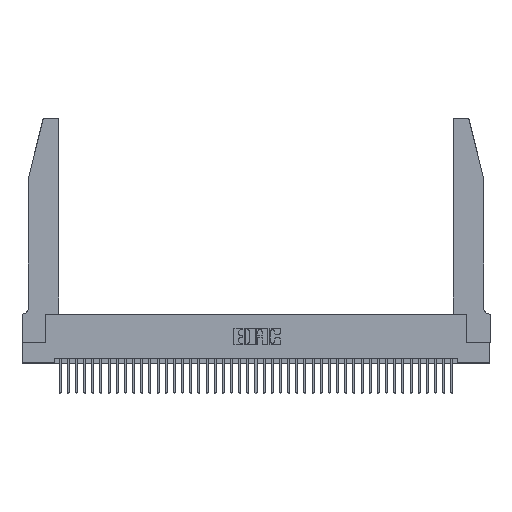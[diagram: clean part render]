
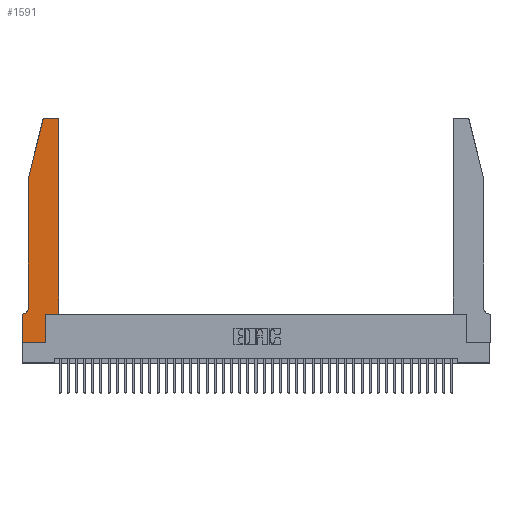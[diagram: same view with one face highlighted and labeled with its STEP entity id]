
A CAD part, top view. The second image highlights one B-rep face of the part: STEP entity #1591.
In plain terms, the highlighted planar face has unit normal (0, 0, 1).
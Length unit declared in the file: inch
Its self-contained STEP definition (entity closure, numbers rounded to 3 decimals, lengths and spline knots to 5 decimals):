
#20 = VERTEX_POINT ( 'NONE', #19096 ) ;
#238 = VERTEX_POINT ( 'NONE', #18459 ) ;
#353 = VERTEX_POINT ( 'NONE', #4542 ) ;
#828 = ORIENTED_EDGE ( 'NONE', *, *, #7789, .T. ) ;
#1401 = VECTOR ( 'NONE', #4010, 39.37008 ) ;
#1591 = ADVANCED_FACE ( 'NONE', ( #30052 ), #30270, .T. ) ;
#1612 = CARTESIAN_POINT ( 'NONE',  ( 0.0755, 2., 0.37 ) ) ;
#1980 = CIRCLE ( 'NONE', #19748, 0.07 ) ;
#3391 = VERTEX_POINT ( 'NONE', #6105 ) ;
#3705 = DIRECTION ( 'NONE',  ( 0., 1., 0. ) ) ;
#4010 = DIRECTION ( 'NONE',  ( 0., -1., 0. ) ) ;
#4084 = DIRECTION ( 'NONE',  ( -1., 0., 0. ) ) ;
#4100 = ORIENTED_EDGE ( 'NONE', *, *, #20037, .T. ) ;
#4542 = CARTESIAN_POINT ( 'NONE',  ( 0.2865, 0.35, 0.37 ) ) ;
#4795 = VECTOR ( 'NONE', #38958, 39.37008 ) ;
#4894 = VERTEX_POINT ( 'NONE', #31357 ) ;
#5012 = CIRCLE ( 'NONE', #25763, 0.03 ) ;
#5249 = ORIENTED_EDGE ( 'NONE', *, *, #6413, .T. ) ;
#5593 = EDGE_CURVE ( 'NONE', #24557, #20556, #1980, .T. ) ;
#6105 = CARTESIAN_POINT ( 'NONE',  ( 0.4505, 2.72, 0.37 ) ) ;
#6413 = EDGE_CURVE ( 'NONE', #3391, #238, #31154, .T. ) ;
#7672 = LINE ( 'NONE', #36098, #16367 ) ;
#7789 = EDGE_CURVE ( 'NONE', #41083, #20, #5012, .T. ) ;
#7877 = DIRECTION ( 'NONE',  ( 0., 0., 1. ) ) ;
#8300 = ORIENTED_EDGE ( 'NONE', *, *, #41612, .T. ) ;
#9208 = CARTESIAN_POINT ( 'NONE',  ( 0.284, 2.75, 0.37 ) ) ;
#9396 = EDGE_CURVE ( 'NONE', #10882, #24557, #18892, .T. ) ;
#9933 = VECTOR ( 'NONE', #40501, 39.37008 ) ;
#10882 = VERTEX_POINT ( 'NONE', #27858 ) ;
#11327 = VERTEX_POINT ( 'NONE', #27389 ) ;
#11394 = ORIENTED_EDGE ( 'NONE', *, *, #5593, .T. ) ;
#12037 = DIRECTION ( 'NONE',  ( 0., 0., -1. ) ) ;
#13450 = VECTOR ( 'NONE', #21522, 39.37008 ) ;
#13454 = DIRECTION ( 'NONE',  ( 0., 1., 0. ) ) ;
#13835 = CARTESIAN_POINT ( 'NONE',  ( 0.2865, 0., 0.37 ) ) ;
#14174 = DIRECTION ( 'NONE',  ( -1., 0., 0. ) ) ;
#14499 = CARTESIAN_POINT ( 'NONE',  ( 0.0055, 0.35, 0.37 ) ) ;
#16367 = VECTOR ( 'NONE', #13454, 39.37008 ) ;
#16909 = CARTESIAN_POINT ( 'NONE',  ( 0.4205, 2.72, 0.37 ) ) ;
#17434 = EDGE_CURVE ( 'NONE', #29310, #353, #30525, .T. ) ;
#17971 = CARTESIAN_POINT ( 'NONE',  ( 0.0755, 0.42, 0.37 ) ) ;
#18459 = CARTESIAN_POINT ( 'NONE',  ( 0.4205, 2.75, 0.37 ) ) ;
#18485 = EDGE_LOOP ( 'NONE', ( #22023, #828, #8300, #34207, #11394, #22061, #18566, #4100, #40752, #21068, #33741, #5249 ) ) ;
#18566 = ORIENTED_EDGE ( 'NONE', *, *, #39633, .T. ) ;
#18644 = LINE ( 'NONE', #37306, #9933 ) ;
#18892 = LINE ( 'NONE', #29271, #4795 ) ;
#19096 = CARTESIAN_POINT ( 'NONE',  ( 0.25487, 2.72718, 0.37 ) ) ;
#19748 = AXIS2_PLACEMENT_3D ( 'NONE', #31456, #12037, #34689 ) ;
#20037 = EDGE_CURVE ( 'NONE', #24525, #29310, #25743, .T. ) ;
#20171 = DIRECTION ( 'NONE',  ( 1., 0., 0. ) ) ;
#20556 = VERTEX_POINT ( 'NONE', #14499 ) ;
#20631 = DIRECTION ( 'NONE',  ( 1., 0., 0. ) ) ;
#21068 = ORIENTED_EDGE ( 'NONE', *, *, #38553, .T. ) ;
#21098 = LINE ( 'NONE', #26988, #36269 ) ;
#21522 = DIRECTION ( 'NONE',  ( -0.239, -0.971, 0. ) ) ;
#22023 = ORIENTED_EDGE ( 'NONE', *, *, #30589, .T. ) ;
#22061 = ORIENTED_EDGE ( 'NONE', *, *, #24993, .T. ) ;
#22088 = LINE ( 'NONE', #1612, #13450 ) ;
#22839 = VECTOR ( 'NONE', #14174, 39.37008 ) ;
#24525 = VERTEX_POINT ( 'NONE', #27594 ) ;
#24557 = VERTEX_POINT ( 'NONE', #17971 ) ;
#24993 = EDGE_CURVE ( 'NONE', #20556, #4894, #21098, .T. ) ;
#25743 = LINE ( 'NONE', #31544, #41865 ) ;
#25763 = AXIS2_PLACEMENT_3D ( 'NONE', #27392, #7877, #30616 ) ;
#26988 = CARTESIAN_POINT ( 'NONE',  ( 0.0755, 0.35, 0.37 ) ) ;
#27084 = CARTESIAN_POINT ( 'NONE',  ( 0.2605, 2.75, 0.37 ) ) ;
#27389 = CARTESIAN_POINT ( 'NONE',  ( 0.4505, 0.35, 0.37 ) ) ;
#27392 = CARTESIAN_POINT ( 'NONE',  ( 0.284, 2.72, 0.37 ) ) ;
#27594 = CARTESIAN_POINT ( 'NONE',  ( 0., 0., 0.37 ) ) ;
#27663 = LINE ( 'NONE', #39730, #1401 ) ;
#27858 = CARTESIAN_POINT ( 'NONE',  ( 0.0755, 2., 0.37 ) ) ;
#28081 = AXIS2_PLACEMENT_3D ( 'NONE', #36752, #39970, #20631 ) ;
#28584 = EDGE_CURVE ( 'NONE', #11327, #3391, #7672, .T. ) ;
#29271 = CARTESIAN_POINT ( 'NONE',  ( 0.0755, 2., 0.37 ) ) ;
#29310 = VERTEX_POINT ( 'NONE', #13835 ) ;
#29902 = CARTESIAN_POINT ( 'NONE',  ( 0.2865, 0.35, 0.37 ) ) ;
#30052 = FACE_OUTER_BOUND ( 'NONE', #18485, .T. ) ;
#30270 = PLANE ( 'NONE',  #28081 ) ;
#30525 = LINE ( 'NONE', #29902, #39097 ) ;
#30589 = EDGE_CURVE ( 'NONE', #238, #41083, #31486, .T. ) ;
#30616 = DIRECTION ( 'NONE',  ( 1., 0., 0. ) ) ;
#31154 = CIRCLE ( 'NONE', #31174, 0.03 ) ;
#31174 = AXIS2_PLACEMENT_3D ( 'NONE', #16909, #39516, #20171 ) ;
#31357 = CARTESIAN_POINT ( 'NONE',  ( 0., 0.35, 0.37 ) ) ;
#31456 = CARTESIAN_POINT ( 'NONE',  ( 0.0055, 0.42, 0.37 ) ) ;
#31486 = LINE ( 'NONE', #27084, #22839 ) ;
#31544 = CARTESIAN_POINT ( 'NONE',  ( 0., 0., 0.37 ) ) ;
#33741 = ORIENTED_EDGE ( 'NONE', *, *, #28584, .T. ) ;
#34207 = ORIENTED_EDGE ( 'NONE', *, *, #9396, .T. ) ;
#34689 = DIRECTION ( 'NONE',  ( -1., 0., 0. ) ) ;
#34778 = DIRECTION ( 'NONE',  ( 1., 0., 0. ) ) ;
#36098 = CARTESIAN_POINT ( 'NONE',  ( 0.4505, 0.35, 0.37 ) ) ;
#36269 = VECTOR ( 'NONE', #4084, 39.37008 ) ;
#36752 = CARTESIAN_POINT ( 'NONE',  ( 0., 0.35, 0.37 ) ) ;
#37306 = CARTESIAN_POINT ( 'NONE',  ( 0.4505, 0.35, 0.37 ) ) ;
#38553 = EDGE_CURVE ( 'NONE', #353, #11327, #18644, .T. ) ;
#38958 = DIRECTION ( 'NONE',  ( 0., -1., 0. ) ) ;
#39097 = VECTOR ( 'NONE', #3705, 39.37008 ) ;
#39516 = DIRECTION ( 'NONE',  ( 0., 0., 1. ) ) ;
#39633 = EDGE_CURVE ( 'NONE', #4894, #24525, #27663, .T. ) ;
#39730 = CARTESIAN_POINT ( 'NONE',  ( 0., 0., 0.37 ) ) ;
#39970 = DIRECTION ( 'NONE',  ( 0., 0., 1. ) ) ;
#40501 = DIRECTION ( 'NONE',  ( 1., 0., 0. ) ) ;
#40752 = ORIENTED_EDGE ( 'NONE', *, *, #17434, .T. ) ;
#41083 = VERTEX_POINT ( 'NONE', #9208 ) ;
#41612 = EDGE_CURVE ( 'NONE', #20, #10882, #22088, .T. ) ;
#41865 = VECTOR ( 'NONE', #34778, 39.37008 ) ;
